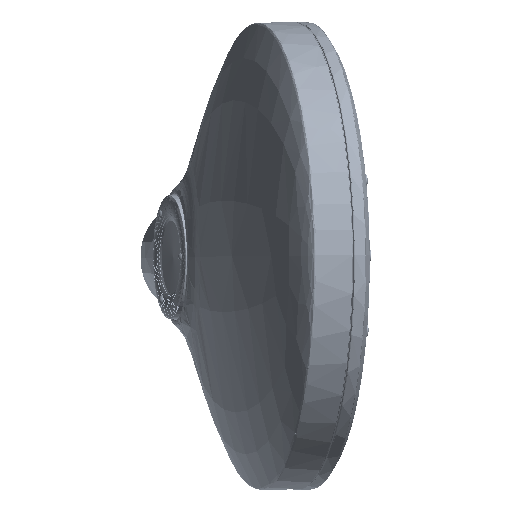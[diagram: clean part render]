
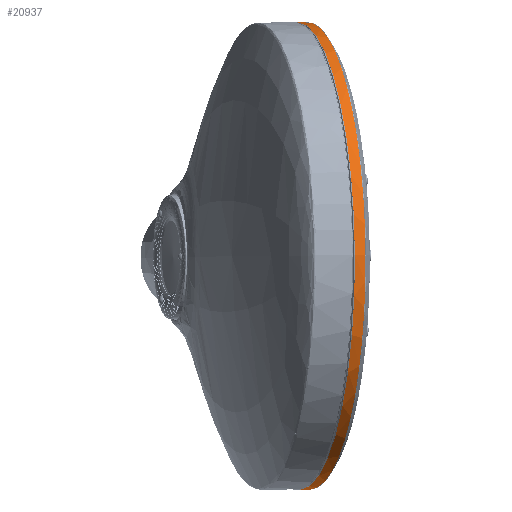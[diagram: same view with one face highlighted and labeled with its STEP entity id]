
A CAD part, top view. The second image highlights one B-rep face of the part: STEP entity #20937.
In plain terms, the highlighted conical face has half-angle 2 degrees and reference radius 64.925 mm.
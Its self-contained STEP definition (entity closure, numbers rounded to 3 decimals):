
#110=CONICAL_SURFACE('',#24865,64.925,0.035);
#1275=CIRCLE('',#24866,64.916);
#6087=ORIENTED_EDGE('',*,*,#9537,.T.);
#6088=ORIENTED_EDGE('',*,*,#9538,.T.);
#6089=ORIENTED_EDGE('',*,*,#9539,.T.);
#9537=EDGE_CURVE('',#12547,#12548,#14888,.T.);
#9538=EDGE_CURVE('',#12548,#12547,#14889,.T.);
#9539=EDGE_CURVE('',#12549,#12549,#1275,.F.);
#12547=VERTEX_POINT('',#79816);
#12548=VERTEX_POINT('',#79817);
#12549=VERTEX_POINT('',#79851);
#14888=B_SPLINE_CURVE_WITH_KNOTS('',3,(#79785,#79786,#79787,#79788,#79789,
#79790,#79791,#79792,#79793,#79794,#79795,#79796,#79797,#79798,#79799,#79800,
#79801,#79802,#79803,#79804,#79805,#79806,#79807,#79808,#79809,#79810,#79811,
#79812,#79813,#79814,#79815),.UNSPECIFIED.,.F.,.F.,(4,1,1,1,1,1,1,1,1,1,
1,1,1,1,1,1,1,1,1,1,1,1,1,1,1,1,1,1,4),(0.,0.013,0.019,
0.025,0.038,0.044,0.051,
0.057,0.063,0.07,0.076,
0.082,0.089,0.095,0.101,
0.108,0.114,0.127,0.133,
0.139,0.146,0.152,0.158,
0.164,0.171,0.177,0.19,
0.196,0.202),.UNSPECIFIED.);
#14889=B_SPLINE_CURVE_WITH_KNOTS('',3,(#79818,#79819,#79820,#79821,#79822,
#79823,#79824,#79825,#79826,#79827,#79828,#79829,#79830,#79831,#79832,#79833,
#79834,#79835,#79836,#79837,#79838,#79839,#79840,#79841,#79842,#79843,#79844,
#79845,#79846,#79847,#79848,#79849),.UNSPECIFIED.,.F.,.F.,(4,1,1,1,1,1,
1,1,1,1,1,1,1,1,1,1,1,1,1,1,1,1,1,1,1,1,1,1,1,4),(0.,0.006,
0.013,0.019,0.026,0.032,
0.038,0.051,0.058,0.064,
0.07,0.077,0.083,0.09,
0.096,0.102,0.115,0.122,
0.128,0.134,0.141,0.147,
0.154,0.16,0.166,0.173,
0.179,0.186,0.192,0.205),
 .UNSPECIFIED.);
#17124=EDGE_LOOP('',(#6087,#6088));
#17125=EDGE_LOOP('',(#6089));
#19482=FACE_BOUND('',#17124,.T.);
#19483=FACE_BOUND('',#17125,.T.);
#20937=ADVANCED_FACE('',(#19482,#19483),#110,.T.);
#24865=AXIS2_PLACEMENT_3D('',#79784,#26970,#26971);
#24866=AXIS2_PLACEMENT_3D('',#79850,#26972,#26973);
#26970=DIRECTION('',(-0.97,-0.006,0.242));
#26971=DIRECTION('',(0.006,-1.,0.));
#26972=DIRECTION('',(-0.97,-0.006,0.242));
#26973=DIRECTION('',(0.006,-1.,0.));
#79784=CARTESIAN_POINT('',(30.775,0.185,179.368));
#79785=CARTESIAN_POINT('',(49.652,0.298,241.455));
#79786=CARTESIAN_POINT('',(49.626,4.578,241.455));
#79787=CARTESIAN_POINT('',(49.436,10.89,240.844));
#79788=CARTESIAN_POINT('',(48.892,19.089,238.86));
#79789=CARTESIAN_POINT('',(48.144,27.164,236.055));
#79790=CARTESIAN_POINT('',(47.14,34.582,232.204));
#79791=CARTESIAN_POINT('',(45.869,41.44,227.275));
#79792=CARTESIAN_POINT('',(44.803,46.165,223.113));
#79793=CARTESIAN_POINT('',(43.645,50.407,218.567));
#79794=CARTESIAN_POINT('',(42.389,54.192,213.621));
#79795=CARTESIAN_POINT('',(41.034,57.493,208.27));
#79796=CARTESIAN_POINT('',(39.633,60.193,202.713));
#79797=CARTESIAN_POINT('',(38.179,62.324,196.935));
#79798=CARTESIAN_POINT('',(36.664,63.882,190.894));
#79799=CARTESIAN_POINT('',(35.134,64.809,184.78));
#79800=CARTESIAN_POINT('',(33.604,65.116,178.65));
#79801=CARTESIAN_POINT('',(32.067,64.805,172.481));
#79802=CARTESIAN_POINT('',(30.025,63.541,164.26));
#79803=CARTESIAN_POINT('',(28.092,61.098,156.449));
#79804=CARTESIAN_POINT('',(26.238,57.434,148.924));
#79805=CARTESIAN_POINT('',(24.938,54.16,143.632));
#79806=CARTESIAN_POINT('',(23.731,50.393,138.697));
#79807=CARTESIAN_POINT('',(22.611,46.111,134.102));
#79808=CARTESIAN_POINT('',(21.596,41.358,129.919));
#79809=CARTESIAN_POINT('',(20.714,36.275,126.258));
#79810=CARTESIAN_POINT('',(19.954,30.84,123.083));
#79811=CARTESIAN_POINT('',(19.111,23.087,119.514));
#79812=CARTESIAN_POINT('',(18.563,14.992,117.122));
#79813=CARTESIAN_POINT('',(18.308,6.514,115.89));
#79814=CARTESIAN_POINT('',(18.282,2.25,115.686));
#79815=CARTESIAN_POINT('',(18.295,0.11,115.686));
#79816=CARTESIAN_POINT('',(49.652,0.298,241.455));
#79817=CARTESIAN_POINT('',(18.295,0.11,115.686));
#79818=CARTESIAN_POINT('',(18.295,0.11,115.686));
#79819=CARTESIAN_POINT('',(18.308,-2.03,115.686));
#79820=CARTESIAN_POINT('',(18.384,-6.287,115.89));
#79821=CARTESIAN_POINT('',(18.652,-12.647,116.812));
#79822=CARTESIAN_POINT('',(19.066,-18.808,118.322));
#79823=CARTESIAN_POINT('',(19.618,-24.757,120.394));
#79824=CARTESIAN_POINT('',(20.313,-30.519,123.041));
#79825=CARTESIAN_POINT('',(21.422,-37.838,127.316));
#79826=CARTESIAN_POINT('',(22.753,-44.332,132.497));
#79827=CARTESIAN_POINT('',(24.326,-50.081,138.666));
#79828=CARTESIAN_POINT('',(25.583,-53.846,143.617));
#79829=CARTESIAN_POINT('',(26.915,-57.089,148.881));
#79830=CARTESIAN_POINT('',(28.33,-59.816,154.491));
#79831=CARTESIAN_POINT('',(29.8,-61.956,160.336));
#79832=CARTESIAN_POINT('',(31.294,-63.479,166.29));
#79833=CARTESIAN_POINT('',(32.818,-64.406,172.38));
#79834=CARTESIAN_POINT('',(34.893,-64.809,180.694));
#79835=CARTESIAN_POINT('',(36.914,-63.969,188.817));
#79836=CARTESIAN_POINT('',(38.908,-61.885,196.864));
#79837=CARTESIAN_POINT('',(40.347,-59.723,202.691));
#79838=CARTESIAN_POINT('',(41.714,-57.011,208.238));
#79839=CARTESIAN_POINT('',(43.014,-53.741,213.532));
#79840=CARTESIAN_POINT('',(44.241,-49.904,218.542));
#79841=CARTESIAN_POINT('',(45.349,-45.643,223.092));
#79842=CARTESIAN_POINT('',(46.351,-40.953,227.221));
#79843=CARTESIAN_POINT('',(47.246,-35.79,230.937));
#79844=CARTESIAN_POINT('',(48.005,-30.326,234.111));
#79845=CARTESIAN_POINT('',(48.625,-24.607,236.738));
#79846=CARTESIAN_POINT('',(49.111,-18.609,238.828));
#79847=CARTESIAN_POINT('',(49.565,-10.302,240.849));
#79848=CARTESIAN_POINT('',(49.678,-3.981,241.455));
#79849=CARTESIAN_POINT('',(49.652,0.298,241.455));
#79850=CARTESIAN_POINT('',(31.017,0.186,179.308));
#79851=CARTESIAN_POINT('',(31.407,-64.729,179.308));
